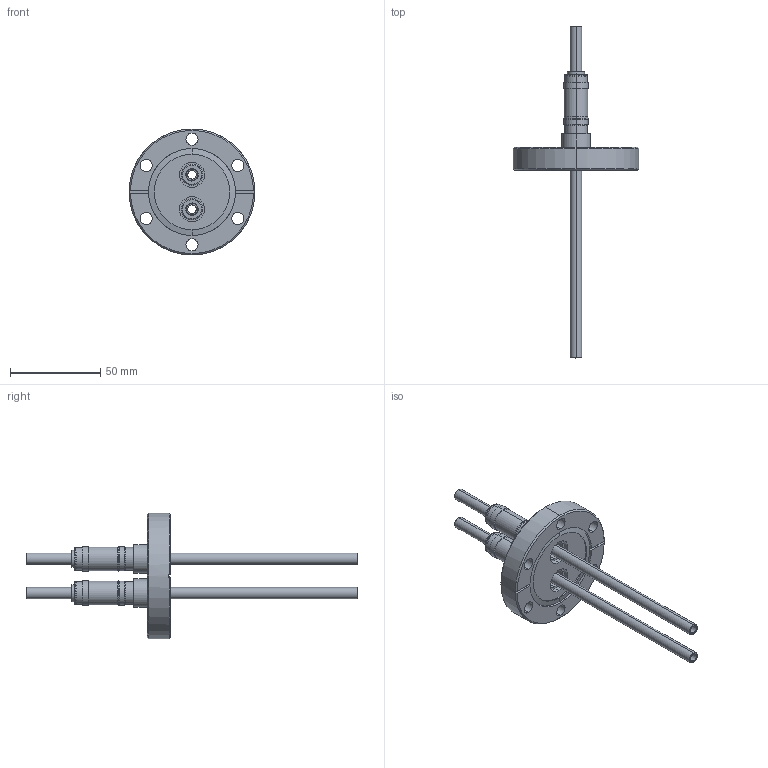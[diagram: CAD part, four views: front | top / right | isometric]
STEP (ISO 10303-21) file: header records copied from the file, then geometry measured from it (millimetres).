
FILE_DESCRIPTION (( 'STEP AP203' ), '1' );
FILE_NAME ('A0065-6-CF.STEP', '2013-06-13T11:17:16', ( '' ), ( '' ), 'SwSTEP 2.0', 'SolidWorks 2012', '' );
FILE_SCHEMA (( 'CONFIG_CONTROL_DESIGN' ));
Length unit declared in the file: inch
Products named in the file (1): A0065-6-CF
Bounding box: 69.85 x 184.15 x 69.85 mm (x, y, z)
Volume: 54017.7 mm3; surface area: 33456.1 mm2
Topology: 1 solids, 1 shells, 187 faces, 422 edges, 271 vertices
Faces by surface type: cylinder 100, plane 48, cone 27, bspline 12
Entity records: 6518 total; most frequent: CARTESIAN_POINT 2053, DIRECTION 1009, ORIENTED_EDGE 844, AXIS2_PLACEMENT_3D 431, EDGE_CURVE 422, VERTEX_POINT 271, CIRCLE 255, EDGE_LOOP 237
